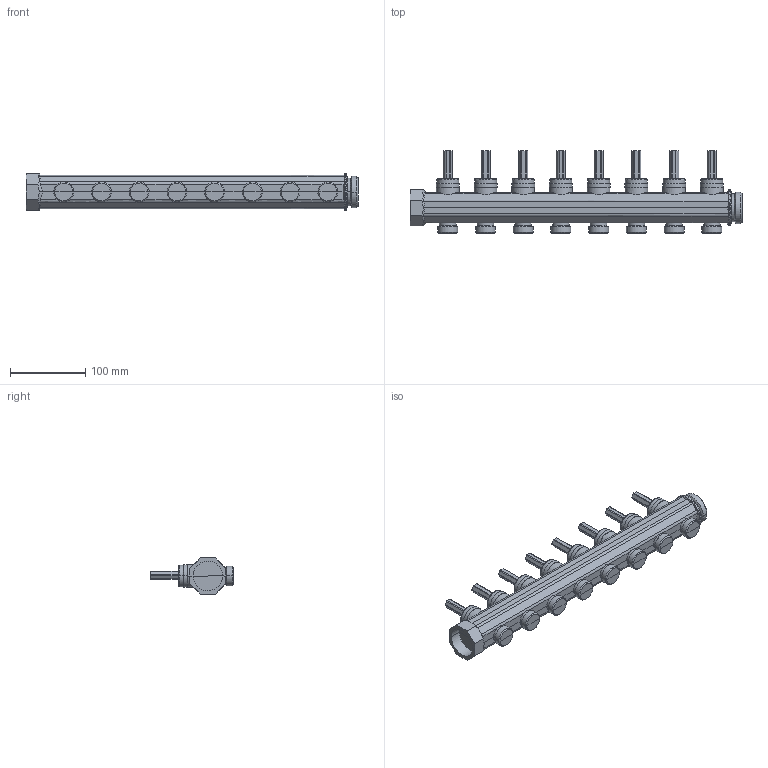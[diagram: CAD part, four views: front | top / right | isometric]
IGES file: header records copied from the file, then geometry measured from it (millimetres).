
Global section: file name: 667785S1 (IGS); native system: Autodesk Inventor 2017; preprocessor: unknown; author: ufftec; date: 20181005.091539; units: millimetre
Bounding box: 440 x 109 x 48 mm (x, y, z)
Volume: 856895.1 mm3; surface area: 117284 mm2
Topology: 17 solids, 17 shells, 462 faces, 1084 edges, 656 vertices
Faces by surface type: bspline 462
